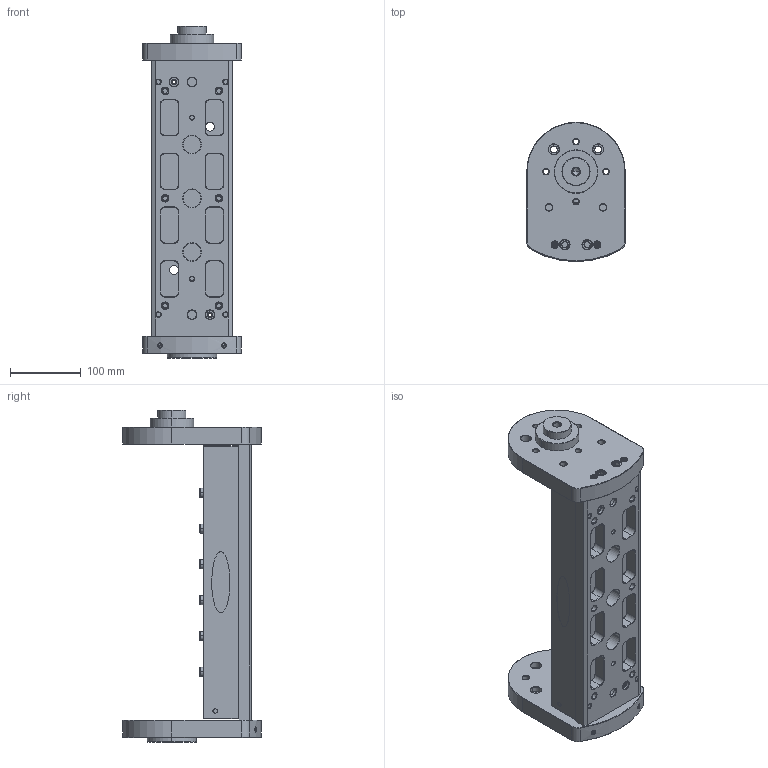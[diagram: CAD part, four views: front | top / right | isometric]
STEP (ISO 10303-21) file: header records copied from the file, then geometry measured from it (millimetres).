
FILE_DESCRIPTION (( 'STEP AP214' ), '1' );
FILE_NAME ('Brother 450 DA06 Hydraulic Base Plate.STEP', '2023-12-27T12:23:02', ( 'Montague Tools Inc' ), ( '' ), 'SwSTEP 2.0', 'SolidWorks 2023', '' );
FILE_SCHEMA (( 'AUTOMOTIVE_DESIGN' ));
Length unit declared in the file: inch
Products named in the file (12): Brother 450 DA06 Hydraulic Base Plate; .375 X 2.25 SHCS; 450 PLATTER; 1636 O-RING; .375 X 1.25 SHCS; 3310-TRUN-FP-TS-T200 [ FacePlate - Brother T-200A Tail Support ]; .375 X 1.50 PULL-PIN; DA06; .625 ID X .875 OD X .500 LEN [ PAWS 1770 ]; 1781 CV PLUG_.250 x .250 Cv Plug; .625 X 2.50 PULL PIN; 3310-TRUN-FP-R-T200 [ FacePlate - Brother T-200A Rotary ]
Assembly tree (28 placements, depth 2):
  Brother 450 DA06 Hydraulic Base Plate
    3310-TRUN-FP-R-T200 [ FacePlate - Brother T-200A Rotary ]
    1636 O-RING  x4
    1781 CV PLUG_.250 x .250 Cv Plug  x2
    450 PLATTER
    3310-TRUN-FP-TS-T200 [ FacePlate - Brother T-200A Tail Support ]
    .375 X 1.50 PULL-PIN  x4
    .375 X 1.25 SHCS  x4
    .625 ID X .875 OD X .500 LEN [ PAWS 1770 ]  x4
    DA06
    .625 X 2.50 PULL PIN  x2
    .375 X 2.25 SHCS  x4
Bounding box: 139.7 x 196.85 x 470.92 mm (x, y, z)
Volume: 3987614.7 mm3; surface area: 475152.5 mm2
Topology: 28 solids, 28 shells, 1411 faces, 3170 edges, 1855 vertices
Faces by surface type: cone 508, cylinder 468, plane 319, torus 108, sphere 4, bspline 4
Entity records: 33221 total; most frequent: DIRECTION 6126, CARTESIAN_POINT 6075, ORIENTED_EDGE 5132, EDGE_CURVE 2566, AXIS2_PLACEMENT_3D 2470, VERTEX_POINT 1541, EDGE_LOOP 1403, CIRCLE 1290
